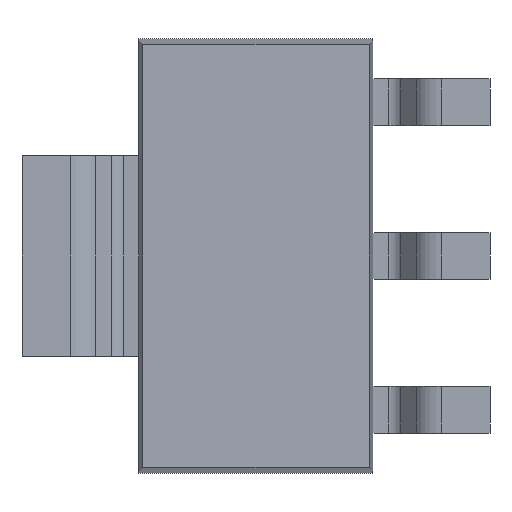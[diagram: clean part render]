
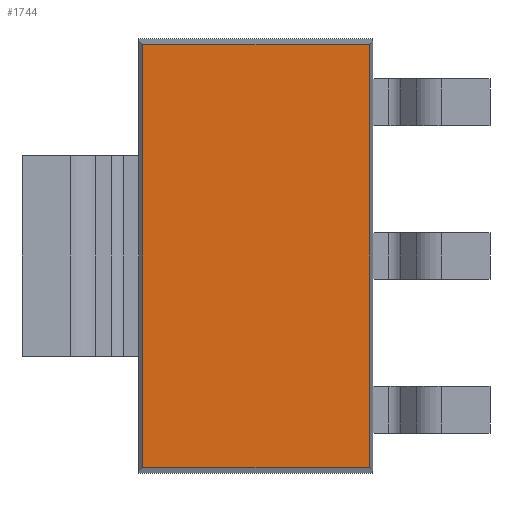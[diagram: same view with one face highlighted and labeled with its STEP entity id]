
A CAD part, front view. The second image highlights one B-rep face of the part: STEP entity #1744.
In plain terms, the highlighted planar face has unit normal (0, -1, 0).
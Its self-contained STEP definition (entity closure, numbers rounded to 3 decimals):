
#424=ORIENTED_EDGE('',*,*,#603,.F.);
#425=ORIENTED_EDGE('',*,*,#602,.F.);
#426=ORIENTED_EDGE('',*,*,#600,.F.);
#427=ORIENTED_EDGE('',*,*,#605,.F.);
#600=EDGE_CURVE('',#715,#714,#858,.T.);
#602=EDGE_CURVE('',#714,#716,#860,.T.);
#603=EDGE_CURVE('',#716,#717,#861,.T.);
#605=EDGE_CURVE('',#717,#715,#863,.T.);
#714=VERTEX_POINT('',#2547);
#715=VERTEX_POINT('',#2549);
#716=VERTEX_POINT('',#2553);
#717=VERTEX_POINT('',#2557);
#858=LINE('',#2550,#1004);
#860=LINE('',#2554,#1006);
#861=LINE('',#2556,#1007);
#863=LINE('',#2560,#1009);
#1004=VECTOR('',#2187,1000.);
#1006=VECTOR('',#2191,1000.);
#1007=VECTOR('',#2194,1000.);
#1009=VECTOR('',#2198,1000.);
#1077=EDGE_LOOP('',(#424,#425,#426,#427));
#1145=FACE_BOUND('',#1077,.T.);
#1197=PLANE('',#1851);
#1744=ADVANCED_FACE('',(#1145),#1197,.F.);
#1851=AXIS2_PLACEMENT_3D('',#2561,#2199,#2200);
#2187=DIRECTION('',(-1.,0.,0.));
#2191=DIRECTION('',(0.,0.,1.));
#2194=DIRECTION('',(1.,0.,0.));
#2198=DIRECTION('',(0.,0.,-1.));
#2199=DIRECTION('',(0.,1.,0.));
#2200=DIRECTION('',(0.,0.,1.));
#2547=CARTESIAN_POINT('',(-1.694,-0.71,-3.163));
#2549=CARTESIAN_POINT('',(1.694,-0.71,-3.163));
#2550=CARTESIAN_POINT('',(1.694,-0.71,-3.163));
#2553=CARTESIAN_POINT('',(-1.694,-0.71,3.163));
#2554=CARTESIAN_POINT('',(-1.694,-0.71,3.25));
#2556=CARTESIAN_POINT('',(1.694,-0.71,3.163));
#2557=CARTESIAN_POINT('',(1.694,-0.71,3.163));
#2560=CARTESIAN_POINT('',(1.694,-0.71,3.25));
#2561=CARTESIAN_POINT('',(1.694,-0.71,3.25));
